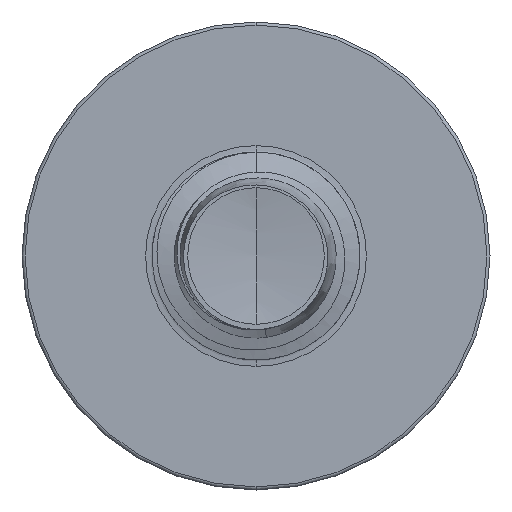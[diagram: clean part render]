
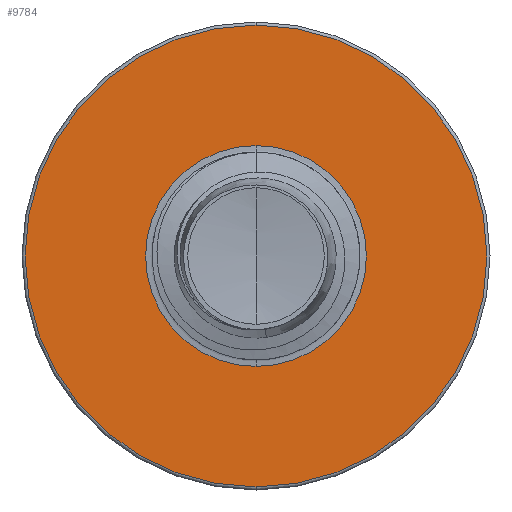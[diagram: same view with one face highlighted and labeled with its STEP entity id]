
A CAD part, front view. The second image highlights one B-rep face of the part: STEP entity #9784.
In plain terms, the highlighted planar face has unit normal (0, -1, 0).
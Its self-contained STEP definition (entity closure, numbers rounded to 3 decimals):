
#122 = VERTEX_POINT ( 'NONE', #4982 ) ;
#240 = ORIENTED_EDGE ( 'NONE', *, *, #6074, .F. ) ;
#248 = CIRCLE ( 'NONE', #4567, 6.66 ) ;
#293 = CIRCLE ( 'NONE', #11386, 6.66 ) ;
#1278 = FACE_OUTER_BOUND ( 'NONE', #9402, .T. ) ;
#1964 = CARTESIAN_POINT ( 'NONE',  ( 0., 5., -3.186 ) ) ;
#2194 = CARTESIAN_POINT ( 'NONE',  ( 0., 5., 0. ) ) ;
#2574 = EDGE_LOOP ( 'NONE', ( #12456, #8562 ) ) ;
#2857 = CARTESIAN_POINT ( 'NONE',  ( 0., 5., -3.186 ) ) ;
#3255 = VERTEX_POINT ( 'NONE', #1964 ) ;
#3273 = DIRECTION ( 'NONE',  ( 0., 0., 1. ) ) ;
#3315 = DIRECTION ( 'NONE',  ( 0., 1., 0. ) ) ;
#3477 = CARTESIAN_POINT ( 'NONE',  ( 0., 5., 0. ) ) ;
#3888 = VERTEX_POINT ( 'NONE', #14064 ) ;
#3999 = CIRCLE ( 'NONE', #5545, 3.186 ) ;
#4562 = DIRECTION ( 'NONE',  ( 0., 0., 1. ) ) ;
#4567 = AXIS2_PLACEMENT_3D ( 'NONE', #2194, #9888, #3273 ) ;
#4982 = CARTESIAN_POINT ( 'NONE',  ( 0., 5., 6.66 ) ) ;
#5296 = AXIS2_PLACEMENT_3D ( 'NONE', #9936, #3315, #11093 ) ;
#5545 = AXIS2_PLACEMENT_3D ( 'NONE', #3477, #11268, #4562 ) ;
#6074 = EDGE_CURVE ( 'NONE', #11532, #122, #293, .T. ) ;
#6115 = DIRECTION ( 'NONE',  ( 0., 1., 0. ) ) ;
#6456 = CARTESIAN_POINT ( 'NONE',  ( 0., 5., 0. ) ) ;
#6820 = EDGE_CURVE ( 'NONE', #3888, #3255, #3999, .T. ) ;
#7186 = PLANE ( 'NONE',  #13170 ) ;
#7590 = DIRECTION ( 'NONE',  ( 0., 0., 1. ) ) ;
#8562 = ORIENTED_EDGE ( 'NONE', *, *, #11759, .T. ) ;
#8955 = ORIENTED_EDGE ( 'NONE', *, *, #11671, .F. ) ;
#9402 = EDGE_LOOP ( 'NONE', ( #8955, #240 ) ) ;
#9784 = ADVANCED_FACE ( 'NONE', ( #1278, #12355 ), #7186, .F. ) ;
#9888 = DIRECTION ( 'NONE',  ( 0., 1., 0. ) ) ;
#9936 = CARTESIAN_POINT ( 'NONE',  ( 0., 5., 0. ) ) ;
#11093 = DIRECTION ( 'NONE',  ( 0., 0., 1. ) ) ;
#11268 = DIRECTION ( 'NONE',  ( 0., 1., 0. ) ) ;
#11302 = CIRCLE ( 'NONE', #5296, 3.186 ) ;
#11386 = AXIS2_PLACEMENT_3D ( 'NONE', #6456, #14293, #7590 ) ;
#11532 = VERTEX_POINT ( 'NONE', #12932 ) ;
#11671 = EDGE_CURVE ( 'NONE', #122, #11532, #248, .T. ) ;
#11759 = EDGE_CURVE ( 'NONE', #3255, #3888, #11302, .T. ) ;
#12355 = FACE_BOUND ( 'NONE', #2574, .T. ) ;
#12456 = ORIENTED_EDGE ( 'NONE', *, *, #6820, .T. ) ;
#12932 = CARTESIAN_POINT ( 'NONE',  ( 0., 5., -6.66 ) ) ;
#13170 = AXIS2_PLACEMENT_3D ( 'NONE', #2857, #6115, #13946 ) ;
#13946 = DIRECTION ( 'NONE',  ( 0., 0., 1. ) ) ;
#14064 = CARTESIAN_POINT ( 'NONE',  ( 0., 5., 3.186 ) ) ;
#14293 = DIRECTION ( 'NONE',  ( 0., 1., 0. ) ) ;
